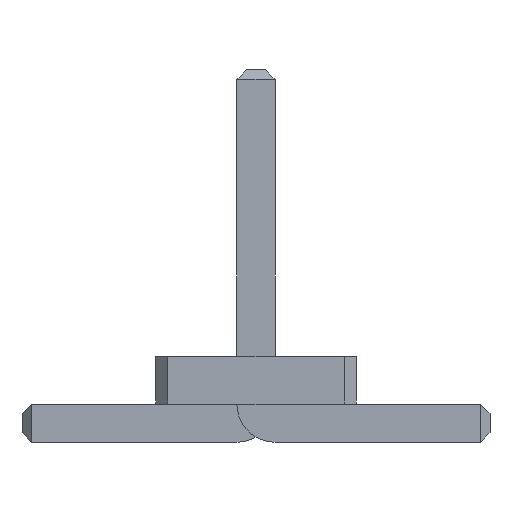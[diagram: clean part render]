
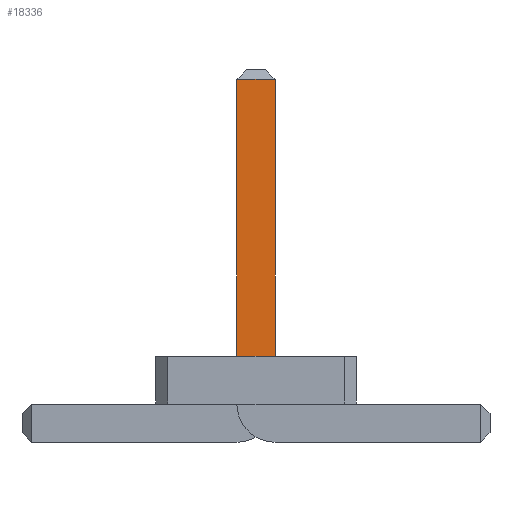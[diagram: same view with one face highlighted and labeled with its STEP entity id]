
A CAD part, front view. The second image highlights one B-rep face of the part: STEP entity #18336.
In plain terms, the highlighted planar face has unit normal (0, -1, 0).
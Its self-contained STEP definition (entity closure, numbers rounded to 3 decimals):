
#6856 = EDGE_CURVE('',#6857,#6859,#6861,.T.);
#6857 = VERTEX_POINT('',#6858);
#6858 = CARTESIAN_POINT('',(0.2,-23.695,0.9));
#6859 = VERTEX_POINT('',#6860);
#6860 = CARTESIAN_POINT('',(-0.2,-23.695,0.9));
#6861 = LINE('',#6862,#6863);
#6862 = CARTESIAN_POINT('',(-0.562,-23.695,0.9));
#6863 = VECTOR('',#6864,1.);
#6864 = DIRECTION('',(-1.,-0.,-0.));
#18336 = ADVANCED_FACE('',(#18337),#18362,.T.);
#18337 = FACE_BOUND('',#18338,.T.);
#18338 = EDGE_LOOP('',(#18339,#18347,#18348,#18356));
#18339 = ORIENTED_EDGE('',*,*,#18340,.F.);
#18340 = EDGE_CURVE('',#6859,#18341,#18343,.T.);
#18341 = VERTEX_POINT('',#18342);
#18342 = CARTESIAN_POINT('',(-0.2,-23.695,3.8));
#18343 = LINE('',#18344,#18345);
#18344 = CARTESIAN_POINT('',(-0.2,-23.695,0.));
#18345 = VECTOR('',#18346,1.);
#18346 = DIRECTION('',(0.,0.,1.));
#18347 = ORIENTED_EDGE('',*,*,#6856,.F.);
#18348 = ORIENTED_EDGE('',*,*,#18349,.F.);
#18349 = EDGE_CURVE('',#18350,#6857,#18352,.T.);
#18350 = VERTEX_POINT('',#18351);
#18351 = CARTESIAN_POINT('',(0.2,-23.695,3.8));
#18352 = LINE('',#18353,#18354);
#18353 = CARTESIAN_POINT('',(0.2,-23.695,3.9));
#18354 = VECTOR('',#18355,1.);
#18355 = DIRECTION('',(0.,0.,-1.));
#18356 = ORIENTED_EDGE('',*,*,#18357,.F.);
#18357 = EDGE_CURVE('',#18341,#18350,#18358,.T.);
#18358 = LINE('',#18359,#18360);
#18359 = CARTESIAN_POINT('',(-0.2,-23.695,3.8));
#18360 = VECTOR('',#18361,1.);
#18361 = DIRECTION('',(1.,0.,0.));
#18362 = PLANE('',#18363);
#18363 = AXIS2_PLACEMENT_3D('',#18364,#18365,#18366);
#18364 = CARTESIAN_POINT('',(-0.2,-23.695,3.9));
#18365 = DIRECTION('',(0.,-1.,0.));
#18366 = DIRECTION('',(0.,0.,-1.));
